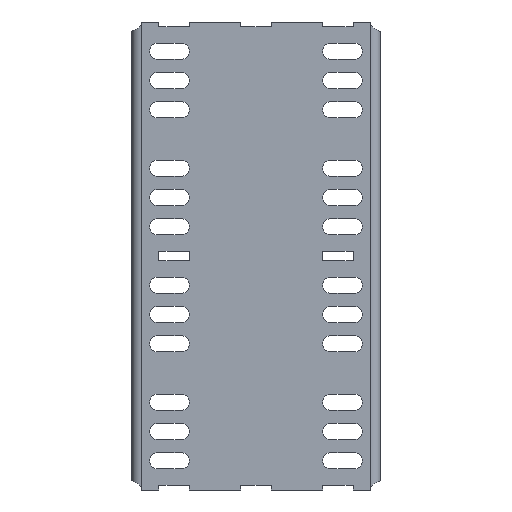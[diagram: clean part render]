
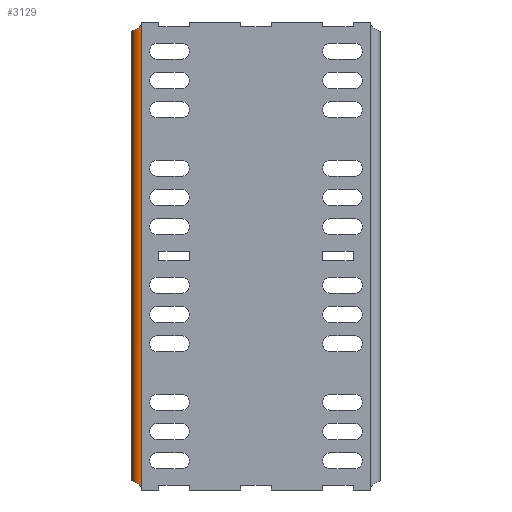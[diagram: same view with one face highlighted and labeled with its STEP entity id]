
A CAD part, left-side view. The second image highlights one B-rep face of the part: STEP entity #3129.
In plain terms, the highlighted cylindrical face has radius 4 mm (diameter 8 mm), a partial arc.
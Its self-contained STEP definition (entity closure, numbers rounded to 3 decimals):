
#636=DIRECTION('',(0.,0.,1.));
#637=VECTOR('',#636,192.037);
#638=CARTESIAN_POINT('',(2.993,52.999,-196.018));
#639=LINE('',#638,#637);
#640=CARTESIAN_POINT('',(0.,49.128,-1.003));
#641=CARTESIAN_POINT('',(0.,49.227,-1.257));
#642=CARTESIAN_POINT('',(0.003,49.487,-1.738));
#643=CARTESIAN_POINT('',(0.114,50.156,-2.457));
#644=CARTESIAN_POINT('',(0.338,50.796,-2.94));
#645=CARTESIAN_POINT('',(0.768,51.54,-3.383));
#646=CARTESIAN_POINT('',(1.368,52.182,-3.686));
#647=CARTESIAN_POINT('',(2.104,52.69,-3.888));
#648=CARTESIAN_POINT('',(2.691,52.92,-3.962));
#649=CARTESIAN_POINT('',(2.993,52.999,-3.982));
#651=DIRECTION('',(0.,0.,-1.));
#652=VECTOR('',#651,197.993);
#653=CARTESIAN_POINT('',(0.,49.128,-1.003));
#654=LINE('',#653,#652);
#655=CARTESIAN_POINT('',(2.993,52.999,-196.018));
#656=CARTESIAN_POINT('',(2.824,52.955,-196.03));
#657=CARTESIAN_POINT('',(2.483,52.842,-196.063));
#658=CARTESIAN_POINT('',(2.017,52.614,-196.143));
#659=CARTESIAN_POINT('',(1.58,52.327,-196.257));
#660=CARTESIAN_POINT('',(1.188,51.988,-196.405));
#661=CARTESIAN_POINT('',(0.846,51.605,-196.593));
#662=CARTESIAN_POINT('',(0.561,51.191,-196.822));
#663=CARTESIAN_POINT('',(0.337,50.758,-197.097));
#664=CARTESIAN_POINT('',(0.177,50.331,-197.416));
#665=CARTESIAN_POINT('',(0.076,49.934,-197.776));
#666=CARTESIAN_POINT('',(0.023,49.59,-198.169));
#667=CARTESIAN_POINT('',(0.002,49.313,-198.584));
#668=CARTESIAN_POINT('',(0.,49.182,-198.859));
#669=CARTESIAN_POINT('',(0.,49.128,-198.997));
#2414=VERTEX_POINT('',#655);
#2415=VERTEX_POINT('',#669);
#2418=VERTEX_POINT('',#640);
#2419=VERTEX_POINT('',#649);
#3116=CARTESIAN_POINT('',(4.,49.128,-1.003));
#3117=DIRECTION('',(0.,0.,1.));
#3118=DIRECTION('',(1.,0.,0.));
#3119=AXIS2_PLACEMENT_3D('',#3116,#3117,#3118);
#3120=CYLINDRICAL_SURFACE('',#3119,4.);
#3121=ORIENTED_EDGE('',*,*,#3104,.T.);
#3122=ORIENTED_EDGE('',*,*,#3094,.F.);
#3124=ORIENTED_EDGE('',*,*,#3123,.T.);
#3126=ORIENTED_EDGE('',*,*,#3125,.F.);
#3127=EDGE_LOOP('',(#3121,#3122,#3124,#3126));
#3128=FACE_OUTER_BOUND('',#3127,.F.);
#3129=ADVANCED_FACE('',(#3128),#3120,.T.);
#650=B_SPLINE_CURVE_WITH_KNOTS('',3,(#640,#641,#642,#643,#644,#645,#646,#647,
#648,#649),.UNSPECIFIED.,.F.,.F.,(4,1,1,1,1,1,1,4),(0.,0.143,
0.286,0.429,0.571,0.714,
0.857,1.),.UNSPECIFIED.);
#670=B_SPLINE_CURVE_WITH_KNOTS('',3,(#655,#656,#657,#658,#659,#660,#661,#662,
#663,#664,#665,#666,#667,#668,#669),.UNSPECIFIED.,.F.,.F.,(4,1,1,1,1,1,1,1,1,1,
1,1,4),(0.,0.083,0.167,0.25,0.333,
0.417,0.5,0.583,0.667,0.75,
0.833,0.917,1.),.UNSPECIFIED.);
#3094=EDGE_CURVE('',#2418,#2419,#650,.T.);
#3104=EDGE_CURVE('',#2414,#2419,#639,.T.);
#3123=EDGE_CURVE('',#2418,#2415,#654,.T.);
#3125=EDGE_CURVE('',#2414,#2415,#670,.T.);
